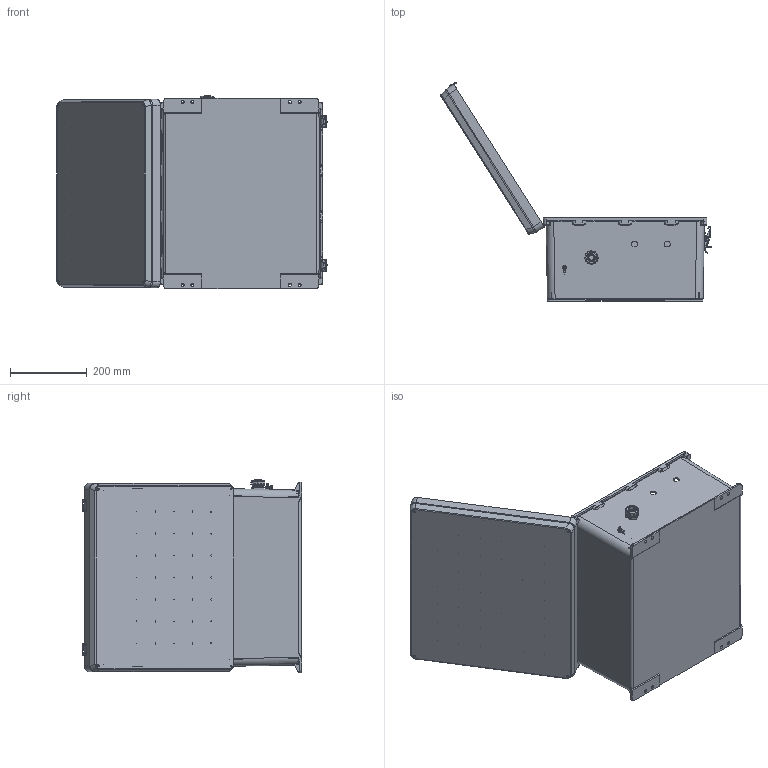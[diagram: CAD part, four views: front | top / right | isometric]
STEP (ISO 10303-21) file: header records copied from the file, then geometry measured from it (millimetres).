
FILE_DESCRIPTION (( 'STEP AP214' ), '1' );
FILE_NAME ('TEF181608-01.STEP', '2019-05-10T12:14:20', ( '' ), ( '' ), 'SwSTEP 2.0', 'SolidWorks 2018', '' );
FILE_SCHEMA (( 'AUTOMOTIVE_DESIGN' ));
Length unit declared in the file: inch
Products named in the file (17): 10-32 NEMA PLATE SCREW; XFS-0017; XFS-0026; XCT-0010; XFW-0002; NB181608-Lid; XC-0003; XFN-0003; XCT-0011; NB181608-DoorClasp-2; NB181608-Hinge; NB181608-Box; TEF181608-01; XCT-0005; NB181608-DoorClasp-1; XF685-01; NEMA_18_GroundWire
Assembly tree (23 placements, depth 2):
  TEF181608-01
    NB181608-Box
    NB181608-Hinge  x2
    NB181608-Lid
    NB181608-DoorClasp-1  x2
    NB181608-DoorClasp-2  x2
    XF685-01
    10-32 NEMA PLATE SCREW  x4
    XFS-0017
    XCT-0011
    XCT-0010
    XFN-0003  x2
    XC-0003
    XCT-0005
    XFW-0002
    XFS-0026
    NEMA_18_GroundWire
Bounding box: 703.32 x 571.16 x 502.84 mm (x, y, z)
Volume: 3507335.4 mm3; surface area: 2139625.1 mm2
Topology: 29 solids, 30 shells, 2956 faces, 7645 edges, 4733 vertices
Faces by surface type: cylinder 1124, plane 926, cone 487, torus 247, bspline 172
Entity records: 86607 total; most frequent: CARTESIAN_POINT 23793, ORIENTED_EDGE 11734, DIRECTION 11553, EDGE_CURVE 5867, AXIS2_PLACEMENT_3D 4392, VERTEX_POINT 3658, VECTOR 2769, LINE 2769
